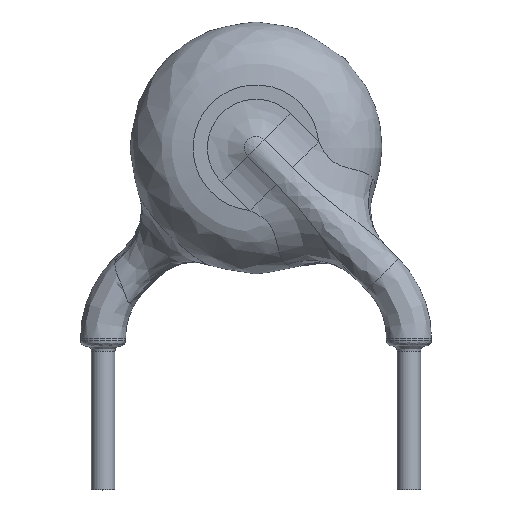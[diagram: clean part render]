
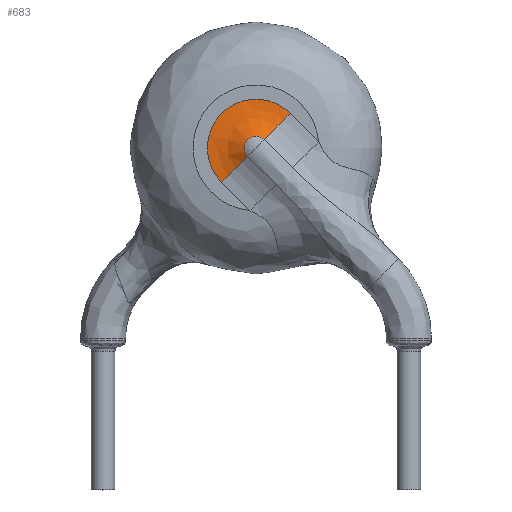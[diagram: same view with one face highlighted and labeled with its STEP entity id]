
A CAD part, top view. The second image highlights one B-rep face of the part: STEP entity #683.
In plain terms, the highlighted free-form (B-spline) face has degree [2, 2] with [3, 7] control points.
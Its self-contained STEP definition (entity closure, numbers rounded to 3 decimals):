
#96=(
BOUNDED_SURFACE()
B_SPLINE_SURFACE(2,2,((#2832,#2833,#2834,#2835,#2836,#2837,#2838),(#2839,
#2840,#2841,#2842,#2843,#2844,#2845),(#2846,#2847,#2848,#2849,#2850,#2851,
#2852)),.UNSPECIFIED.,.F.,.F.,.F.)
B_SPLINE_SURFACE_WITH_KNOTS((3,3),(3,2,2,3),(1.571,2.112),
(-0.785,0.262,1.309,2.356),
 .UNSPECIFIED.)
GEOMETRIC_REPRESENTATION_ITEM()
RATIONAL_B_SPLINE_SURFACE(((1.,0.866,1.,0.866,1.,
0.866,1.),(0.964,0.835,0.964,
0.835,0.964,0.835,0.964),
(1.,0.866,1.,0.866,1.,0.866,1.)))
REPRESENTATION_ITEM('')
SURFACE()
);
#131=FACE_OUTER_BOUND('',#178,.T.);
#178=EDGE_LOOP('',(#535,#536,#537,#538));
#220=CIRCLE('',#742,1.352);
#221=CIRCLE('',#744,2.);
#230=CIRCLE('',#756,2.);
#231=CIRCLE('',#757,0.322);
#305=VERTEX_POINT('',#2241);
#306=VERTEX_POINT('',#2243);
#308=VERTEX_POINT('',#2248);
#314=VERTEX_POINT('',#2387);
#374=EDGE_CURVE('',#305,#306,#220,.T.);
#377=EDGE_CURVE('',#308,#305,#221,.T.);
#398=EDGE_CURVE('',#314,#306,#230,.T.);
#399=EDGE_CURVE('',#308,#314,#231,.T.);
#535=ORIENTED_EDGE('',*,*,#399,.T.);
#536=ORIENTED_EDGE('',*,*,#398,.T.);
#537=ORIENTED_EDGE('',*,*,#374,.F.);
#538=ORIENTED_EDGE('',*,*,#377,.F.);
#683=ADVANCED_FACE('',(#131),#96,.T.);
#742=AXIS2_PLACEMENT_3D('',#2244,#813,#814);
#744=AXIS2_PLACEMENT_3D('',#2250,#819,#820);
#756=AXIS2_PLACEMENT_3D('',#2831,#844,#845);
#757=AXIS2_PLACEMENT_3D('',#2853,#846,#847);
#813=DIRECTION('center_axis',(0.,0.,-1.));
#814=DIRECTION('ref_axis',(-0.707,-0.707,0.));
#819=DIRECTION('center_axis',(-0.707,0.707,0.));
#820=DIRECTION('ref_axis',(0.364,0.364,-0.857));
#844=DIRECTION('center_axis',(0.707,-0.707,0.));
#845=DIRECTION('ref_axis',(-0.364,-0.364,-0.857));
#846=DIRECTION('center_axis',(0.,0.,-1.));
#847=DIRECTION('ref_axis',(-0.707,-0.707,0.));
#2241=CARTESIAN_POINT('',(-0.956,4.544,1.75));
#2243=CARTESIAN_POINT('',(0.956,6.456,1.75));
#2244=CARTESIAN_POINT('Origin',(0.,5.5,1.75));
#2248=CARTESIAN_POINT('',(-0.227,5.273,2.036));
#2250=CARTESIAN_POINT('Origin',(-0.956,4.544,3.75));
#2387=CARTESIAN_POINT('',(0.227,5.727,2.036));
#2831=CARTESIAN_POINT('Origin',(0.956,6.456,3.75));
#2832=CARTESIAN_POINT('Ctrl Pts',(-0.956,4.544,1.75));
#2833=CARTESIAN_POINT('Ctrl Pts',(-1.507,5.096,1.75));
#2834=CARTESIAN_POINT('Ctrl Pts',(-1.306,5.85,1.75));
#2835=CARTESIAN_POINT('Ctrl Pts',(-1.104,6.604,1.75));
#2836=CARTESIAN_POINT('Ctrl Pts',(-0.35,6.806,1.75));
#2837=CARTESIAN_POINT('Ctrl Pts',(0.404,7.007,1.75));
#2838=CARTESIAN_POINT('Ctrl Pts',(0.956,6.456,1.75));
#2839=CARTESIAN_POINT('Ctrl Pts',(-0.564,4.936,1.75));
#2840=CARTESIAN_POINT('Ctrl Pts',(-0.889,5.262,1.75));
#2841=CARTESIAN_POINT('Ctrl Pts',(-0.77,5.706,1.75));
#2842=CARTESIAN_POINT('Ctrl Pts',(-0.651,6.151,1.75));
#2843=CARTESIAN_POINT('Ctrl Pts',(-0.206,6.27,1.75));
#2844=CARTESIAN_POINT('Ctrl Pts',(0.238,6.389,1.75));
#2845=CARTESIAN_POINT('Ctrl Pts',(0.564,6.064,1.75));
#2846=CARTESIAN_POINT('Ctrl Pts',(-0.227,5.273,2.036));
#2847=CARTESIAN_POINT('Ctrl Pts',(-0.359,5.404,2.036));
#2848=CARTESIAN_POINT('Ctrl Pts',(-0.311,5.583,2.036));
#2849=CARTESIAN_POINT('Ctrl Pts',(-0.263,5.763,2.036));
#2850=CARTESIAN_POINT('Ctrl Pts',(-0.083,5.811,
2.036));
#2851=CARTESIAN_POINT('Ctrl Pts',(0.096,5.859,2.036));
#2852=CARTESIAN_POINT('Ctrl Pts',(0.227,5.727,2.036));
#2853=CARTESIAN_POINT('Origin',(0.,5.5,2.036));
